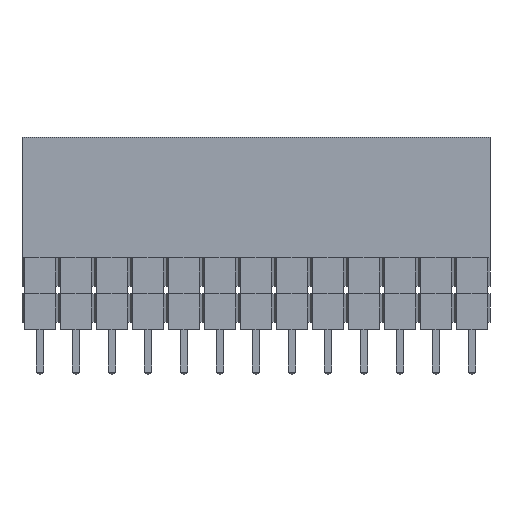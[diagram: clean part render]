
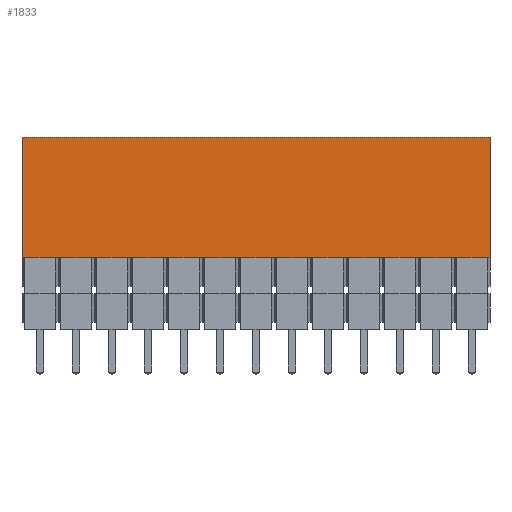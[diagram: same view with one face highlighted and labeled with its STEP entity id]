
A CAD part, front view. The second image highlights one B-rep face of the part: STEP entity #1833.
In plain terms, the highlighted planar face has unit normal (0, -1, 0).
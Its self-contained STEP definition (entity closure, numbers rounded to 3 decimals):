
#954 = VERTEX_POINT('',#955);
#955 = CARTESIAN_POINT('',(-1.07,-1.27,5.08));
#961 = EDGE_CURVE('',#954,#962,#964,.T.);
#962 = VERTEX_POINT('',#963);
#963 = CARTESIAN_POINT('',(1.07,-1.27,5.08));
#964 = LINE('',#965,#966);
#965 = CARTESIAN_POINT('',(-1.27,-1.27,5.08));
#966 = VECTOR('',#967,1.);
#967 = DIRECTION('',(1.,0.,0.));
#1833 = ADVANCED_FACE('',(#1834),#2067,.F.);
#1834 = FACE_BOUND('',#1835,.F.);
#1835 = EDGE_LOOP('',(#1836,#1844,#1852,#1860,#1868,#1876,#1884,#1892,
    #1900,#1908,#1916,#1924,#1932,#1940,#1948,#1956,#1964,#1972,#1980,
    #1988,#1996,#2004,#2012,#2020,#2028,#2036,#2044,#2052,#2060,#2066));
#1836 = ORIENTED_EDGE('',*,*,#1837,.F.);
#1837 = EDGE_CURVE('',#1838,#954,#1840,.T.);
#1838 = VERTEX_POINT('',#1839);
#1839 = CARTESIAN_POINT('',(-1.27,-1.27,5.08));
#1840 = LINE('',#1841,#1842);
#1841 = CARTESIAN_POINT('',(-1.27,-1.27,5.08));
#1842 = VECTOR('',#1843,1.);
#1843 = DIRECTION('',(1.,0.,0.));
#1844 = ORIENTED_EDGE('',*,*,#1845,.T.);
#1845 = EDGE_CURVE('',#1838,#1846,#1848,.T.);
#1846 = VERTEX_POINT('',#1847);
#1847 = CARTESIAN_POINT('',(-1.27,-1.27,13.58));
#1848 = LINE('',#1849,#1850);
#1849 = CARTESIAN_POINT('',(-1.27,-1.27,5.08));
#1850 = VECTOR('',#1851,1.);
#1851 = DIRECTION('',(0.,0.,1.));
#1852 = ORIENTED_EDGE('',*,*,#1853,.T.);
#1853 = EDGE_CURVE('',#1846,#1854,#1856,.T.);
#1854 = VERTEX_POINT('',#1855);
#1855 = CARTESIAN_POINT('',(31.75,-1.27,13.58));
#1856 = LINE('',#1857,#1858);
#1857 = CARTESIAN_POINT('',(-1.27,-1.27,13.58));
#1858 = VECTOR('',#1859,1.);
#1859 = DIRECTION('',(1.,0.,0.));
#1860 = ORIENTED_EDGE('',*,*,#1861,.F.);
#1861 = EDGE_CURVE('',#1862,#1854,#1864,.T.);
#1862 = VERTEX_POINT('',#1863);
#1863 = CARTESIAN_POINT('',(31.75,-1.27,5.08));
#1864 = LINE('',#1865,#1866);
#1865 = CARTESIAN_POINT('',(31.75,-1.27,5.08));
#1866 = VECTOR('',#1867,1.);
#1867 = DIRECTION('',(0.,0.,1.));
#1868 = ORIENTED_EDGE('',*,*,#1869,.F.);
#1869 = EDGE_CURVE('',#1870,#1862,#1872,.T.);
#1870 = VERTEX_POINT('',#1871);
#1871 = CARTESIAN_POINT('',(31.55,-1.27,5.08));
#1872 = LINE('',#1873,#1874);
#1873 = CARTESIAN_POINT('',(-1.27,-1.27,5.08));
#1874 = VECTOR('',#1875,1.);
#1875 = DIRECTION('',(1.,0.,0.));
#1876 = ORIENTED_EDGE('',*,*,#1877,.F.);
#1877 = EDGE_CURVE('',#1878,#1870,#1880,.T.);
#1878 = VERTEX_POINT('',#1879);
#1879 = CARTESIAN_POINT('',(29.41,-1.27,5.08));
#1880 = LINE('',#1881,#1882);
#1881 = CARTESIAN_POINT('',(29.21,-1.27,5.08));
#1882 = VECTOR('',#1883,1.);
#1883 = DIRECTION('',(1.,0.,0.));
#1884 = ORIENTED_EDGE('',*,*,#1885,.F.);
#1885 = EDGE_CURVE('',#1886,#1878,#1888,.T.);
#1886 = VERTEX_POINT('',#1887);
#1887 = CARTESIAN_POINT('',(29.01,-1.27,5.08));
#1888 = LINE('',#1889,#1890);
#1889 = CARTESIAN_POINT('',(-1.27,-1.27,5.08));
#1890 = VECTOR('',#1891,1.);
#1891 = DIRECTION('',(1.,0.,0.));
#1892 = ORIENTED_EDGE('',*,*,#1893,.F.);
#1893 = EDGE_CURVE('',#1894,#1886,#1896,.T.);
#1894 = VERTEX_POINT('',#1895);
#1895 = CARTESIAN_POINT('',(26.87,-1.27,5.08));
#1896 = LINE('',#1897,#1898);
#1897 = CARTESIAN_POINT('',(26.67,-1.27,5.08));
#1898 = VECTOR('',#1899,1.);
#1899 = DIRECTION('',(1.,0.,0.));
#1900 = ORIENTED_EDGE('',*,*,#1901,.F.);
#1901 = EDGE_CURVE('',#1902,#1894,#1904,.T.);
#1902 = VERTEX_POINT('',#1903);
#1903 = CARTESIAN_POINT('',(26.47,-1.27,5.08));
#1904 = LINE('',#1905,#1906);
#1905 = CARTESIAN_POINT('',(-1.27,-1.27,5.08));
#1906 = VECTOR('',#1907,1.);
#1907 = DIRECTION('',(1.,0.,0.));
#1908 = ORIENTED_EDGE('',*,*,#1909,.F.);
#1909 = EDGE_CURVE('',#1910,#1902,#1912,.T.);
#1910 = VERTEX_POINT('',#1911);
#1911 = CARTESIAN_POINT('',(24.33,-1.27,5.08));
#1912 = LINE('',#1913,#1914);
#1913 = CARTESIAN_POINT('',(24.13,-1.27,5.08));
#1914 = VECTOR('',#1915,1.);
#1915 = DIRECTION('',(1.,0.,0.));
#1916 = ORIENTED_EDGE('',*,*,#1917,.F.);
#1917 = EDGE_CURVE('',#1918,#1910,#1920,.T.);
#1918 = VERTEX_POINT('',#1919);
#1919 = CARTESIAN_POINT('',(23.93,-1.27,5.08));
#1920 = LINE('',#1921,#1922);
#1921 = CARTESIAN_POINT('',(-1.27,-1.27,5.08));
#1922 = VECTOR('',#1923,1.);
#1923 = DIRECTION('',(1.,0.,0.));
#1924 = ORIENTED_EDGE('',*,*,#1925,.F.);
#1925 = EDGE_CURVE('',#1926,#1918,#1928,.T.);
#1926 = VERTEX_POINT('',#1927);
#1927 = CARTESIAN_POINT('',(21.79,-1.27,5.08));
#1928 = LINE('',#1929,#1930);
#1929 = CARTESIAN_POINT('',(21.59,-1.27,5.08));
#1930 = VECTOR('',#1931,1.);
#1931 = DIRECTION('',(1.,0.,0.));
#1932 = ORIENTED_EDGE('',*,*,#1933,.F.);
#1933 = EDGE_CURVE('',#1934,#1926,#1936,.T.);
#1934 = VERTEX_POINT('',#1935);
#1935 = CARTESIAN_POINT('',(21.39,-1.27,5.08));
#1936 = LINE('',#1937,#1938);
#1937 = CARTESIAN_POINT('',(-1.27,-1.27,5.08));
#1938 = VECTOR('',#1939,1.);
#1939 = DIRECTION('',(1.,0.,0.));
#1940 = ORIENTED_EDGE('',*,*,#1941,.F.);
#1941 = EDGE_CURVE('',#1942,#1934,#1944,.T.);
#1942 = VERTEX_POINT('',#1943);
#1943 = CARTESIAN_POINT('',(19.25,-1.27,5.08));
#1944 = LINE('',#1945,#1946);
#1945 = CARTESIAN_POINT('',(19.05,-1.27,5.08));
#1946 = VECTOR('',#1947,1.);
#1947 = DIRECTION('',(1.,0.,0.));
#1948 = ORIENTED_EDGE('',*,*,#1949,.F.);
#1949 = EDGE_CURVE('',#1950,#1942,#1952,.T.);
#1950 = VERTEX_POINT('',#1951);
#1951 = CARTESIAN_POINT('',(18.85,-1.27,5.08));
#1952 = LINE('',#1953,#1954);
#1953 = CARTESIAN_POINT('',(-1.27,-1.27,5.08));
#1954 = VECTOR('',#1955,1.);
#1955 = DIRECTION('',(1.,0.,0.));
#1956 = ORIENTED_EDGE('',*,*,#1957,.F.);
#1957 = EDGE_CURVE('',#1958,#1950,#1960,.T.);
#1958 = VERTEX_POINT('',#1959);
#1959 = CARTESIAN_POINT('',(16.71,-1.27,5.08));
#1960 = LINE('',#1961,#1962);
#1961 = CARTESIAN_POINT('',(16.51,-1.27,5.08));
#1962 = VECTOR('',#1963,1.);
#1963 = DIRECTION('',(1.,0.,0.));
#1964 = ORIENTED_EDGE('',*,*,#1965,.F.);
#1965 = EDGE_CURVE('',#1966,#1958,#1968,.T.);
#1966 = VERTEX_POINT('',#1967);
#1967 = CARTESIAN_POINT('',(16.31,-1.27,5.08));
#1968 = LINE('',#1969,#1970);
#1969 = CARTESIAN_POINT('',(-1.27,-1.27,5.08));
#1970 = VECTOR('',#1971,1.);
#1971 = DIRECTION('',(1.,0.,0.));
#1972 = ORIENTED_EDGE('',*,*,#1973,.F.);
#1973 = EDGE_CURVE('',#1974,#1966,#1976,.T.);
#1974 = VERTEX_POINT('',#1975);
#1975 = CARTESIAN_POINT('',(14.17,-1.27,5.08));
#1976 = LINE('',#1977,#1978);
#1977 = CARTESIAN_POINT('',(13.97,-1.27,5.08));
#1978 = VECTOR('',#1979,1.);
#1979 = DIRECTION('',(1.,0.,0.));
#1980 = ORIENTED_EDGE('',*,*,#1981,.F.);
#1981 = EDGE_CURVE('',#1982,#1974,#1984,.T.);
#1982 = VERTEX_POINT('',#1983);
#1983 = CARTESIAN_POINT('',(13.77,-1.27,5.08));
#1984 = LINE('',#1985,#1986);
#1985 = CARTESIAN_POINT('',(-1.27,-1.27,5.08));
#1986 = VECTOR('',#1987,1.);
#1987 = DIRECTION('',(1.,0.,0.));
#1988 = ORIENTED_EDGE('',*,*,#1989,.F.);
#1989 = EDGE_CURVE('',#1990,#1982,#1992,.T.);
#1990 = VERTEX_POINT('',#1991);
#1991 = CARTESIAN_POINT('',(11.63,-1.27,5.08));
#1992 = LINE('',#1993,#1994);
#1993 = CARTESIAN_POINT('',(11.43,-1.27,5.08));
#1994 = VECTOR('',#1995,1.);
#1995 = DIRECTION('',(1.,0.,0.));
#1996 = ORIENTED_EDGE('',*,*,#1997,.F.);
#1997 = EDGE_CURVE('',#1998,#1990,#2000,.T.);
#1998 = VERTEX_POINT('',#1999);
#1999 = CARTESIAN_POINT('',(11.23,-1.27,5.08));
#2000 = LINE('',#2001,#2002);
#2001 = CARTESIAN_POINT('',(-1.27,-1.27,5.08));
#2002 = VECTOR('',#2003,1.);
#2003 = DIRECTION('',(1.,0.,0.));
#2004 = ORIENTED_EDGE('',*,*,#2005,.F.);
#2005 = EDGE_CURVE('',#2006,#1998,#2008,.T.);
#2006 = VERTEX_POINT('',#2007);
#2007 = CARTESIAN_POINT('',(9.09,-1.27,5.08));
#2008 = LINE('',#2009,#2010);
#2009 = CARTESIAN_POINT('',(8.89,-1.27,5.08));
#2010 = VECTOR('',#2011,1.);
#2011 = DIRECTION('',(1.,0.,0.));
#2012 = ORIENTED_EDGE('',*,*,#2013,.F.);
#2013 = EDGE_CURVE('',#2014,#2006,#2016,.T.);
#2014 = VERTEX_POINT('',#2015);
#2015 = CARTESIAN_POINT('',(8.69,-1.27,5.08));
#2016 = LINE('',#2017,#2018);
#2017 = CARTESIAN_POINT('',(-1.27,-1.27,5.08));
#2018 = VECTOR('',#2019,1.);
#2019 = DIRECTION('',(1.,0.,0.));
#2020 = ORIENTED_EDGE('',*,*,#2021,.F.);
#2021 = EDGE_CURVE('',#2022,#2014,#2024,.T.);
#2022 = VERTEX_POINT('',#2023);
#2023 = CARTESIAN_POINT('',(6.55,-1.27,5.08));
#2024 = LINE('',#2025,#2026);
#2025 = CARTESIAN_POINT('',(6.35,-1.27,5.08));
#2026 = VECTOR('',#2027,1.);
#2027 = DIRECTION('',(1.,0.,0.));
#2028 = ORIENTED_EDGE('',*,*,#2029,.F.);
#2029 = EDGE_CURVE('',#2030,#2022,#2032,.T.);
#2030 = VERTEX_POINT('',#2031);
#2031 = CARTESIAN_POINT('',(6.15,-1.27,5.08));
#2032 = LINE('',#2033,#2034);
#2033 = CARTESIAN_POINT('',(-1.27,-1.27,5.08));
#2034 = VECTOR('',#2035,1.);
#2035 = DIRECTION('',(1.,0.,0.));
#2036 = ORIENTED_EDGE('',*,*,#2037,.F.);
#2037 = EDGE_CURVE('',#2038,#2030,#2040,.T.);
#2038 = VERTEX_POINT('',#2039);
#2039 = CARTESIAN_POINT('',(4.01,-1.27,5.08));
#2040 = LINE('',#2041,#2042);
#2041 = CARTESIAN_POINT('',(3.81,-1.27,5.08));
#2042 = VECTOR('',#2043,1.);
#2043 = DIRECTION('',(1.,0.,0.));
#2044 = ORIENTED_EDGE('',*,*,#2045,.F.);
#2045 = EDGE_CURVE('',#2046,#2038,#2048,.T.);
#2046 = VERTEX_POINT('',#2047);
#2047 = CARTESIAN_POINT('',(3.61,-1.27,5.08));
#2048 = LINE('',#2049,#2050);
#2049 = CARTESIAN_POINT('',(-1.27,-1.27,5.08));
#2050 = VECTOR('',#2051,1.);
#2051 = DIRECTION('',(1.,0.,0.));
#2052 = ORIENTED_EDGE('',*,*,#2053,.F.);
#2053 = EDGE_CURVE('',#2054,#2046,#2056,.T.);
#2054 = VERTEX_POINT('',#2055);
#2055 = CARTESIAN_POINT('',(1.47,-1.27,5.08));
#2056 = LINE('',#2057,#2058);
#2057 = CARTESIAN_POINT('',(1.27,-1.27,5.08));
#2058 = VECTOR('',#2059,1.);
#2059 = DIRECTION('',(1.,0.,0.));
#2060 = ORIENTED_EDGE('',*,*,#2061,.F.);
#2061 = EDGE_CURVE('',#962,#2054,#2062,.T.);
#2062 = LINE('',#2063,#2064);
#2063 = CARTESIAN_POINT('',(-1.27,-1.27,5.08));
#2064 = VECTOR('',#2065,1.);
#2065 = DIRECTION('',(1.,0.,0.));
#2066 = ORIENTED_EDGE('',*,*,#961,.F.);
#2067 = PLANE('',#2068);
#2068 = AXIS2_PLACEMENT_3D('',#2069,#2070,#2071);
#2069 = CARTESIAN_POINT('',(-1.27,-1.27,5.08));
#2070 = DIRECTION('',(0.,1.,0.));
#2071 = DIRECTION('',(0.,0.,1.));
